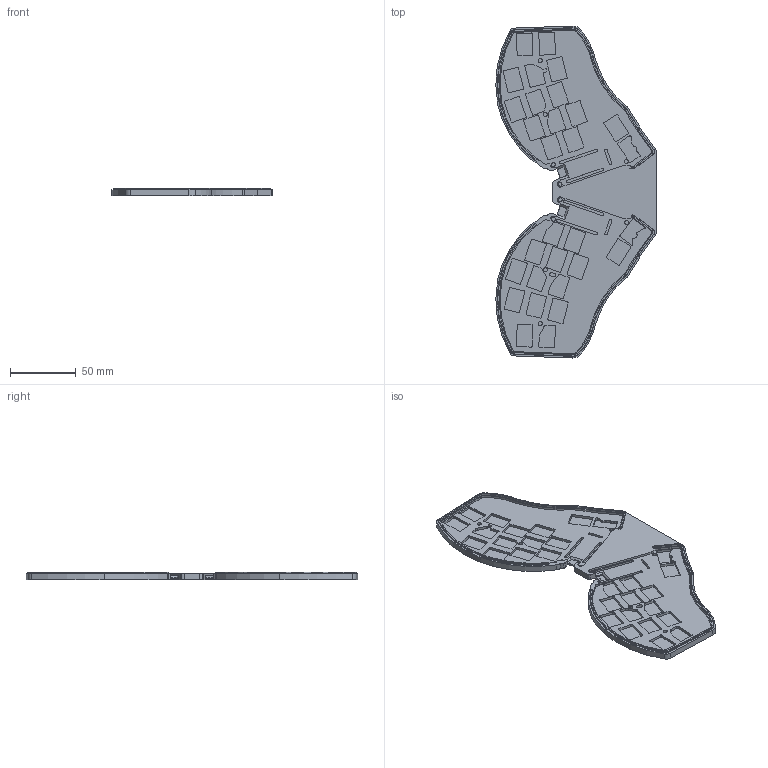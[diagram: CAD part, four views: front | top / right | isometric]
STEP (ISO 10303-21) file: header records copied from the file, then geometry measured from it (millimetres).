
FILE_DESCRIPTION(('FreeCAD Model'),'2;1');
FILE_NAME('Open CASCADE Shape Model','2025-06-24T13:28:14',(''),(''), 'Open CASCADE STEP processor 7.8','FreeCAD','Unknown');
FILE_SCHEMA(('AUTOMOTIVE_DESIGN { 1 0 10303 214 1 1 1 1 }'));
Length unit declared in the file: millimetre
Products named in the file (1): Body003
Bounding box: 121.56 x 251.62 x 5.85 mm (x, y, z)
Volume: 57121.3 mm3; surface area: 53327.9 mm2
Topology: 1 solids, 1 shells, 614 faces, 1627 edges, 1075 vertices
Faces by surface type: plane 289, cylinder 280, revolution 26, extrusion 15, torus 4
Full cylindrical faces by diameter (mm): 3.1 x10, 8.5 x11
Entity records: 20266 total; most frequent: CARTESIAN_POINT 4283, DIRECTION 3509, ORIENTED_EDGE 3254, EDGE_CURVE 1627, AXIS2_PLACEMENT_3D 1261, VERTEX_POINT 1075, VECTOR 961, LINE 946
